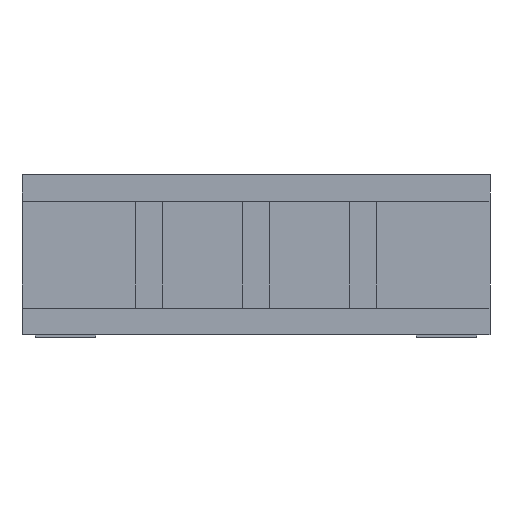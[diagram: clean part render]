
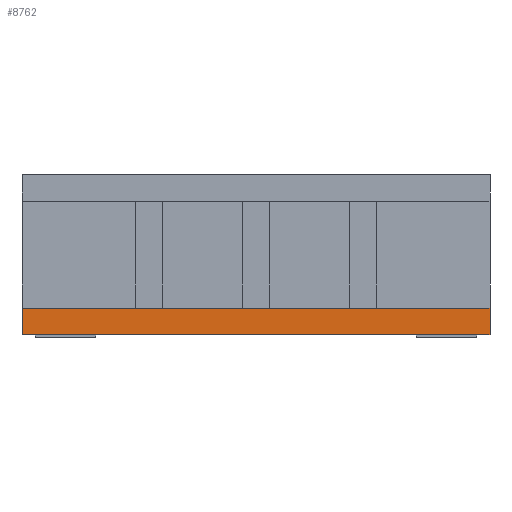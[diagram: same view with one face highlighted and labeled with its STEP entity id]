
A CAD part, front view. The second image highlights one B-rep face of the part: STEP entity #8762.
In plain terms, the highlighted planar face has unit normal (0, -1, 0).
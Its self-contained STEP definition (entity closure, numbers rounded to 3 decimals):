
#1109 = DIRECTION ( 'NONE',  ( 0., 1., 0. ) ) ;
#1394 = CARTESIAN_POINT ( 'NONE',  ( 1.75, -1.75, -0.2 ) ) ;
#1670 = VERTEX_POINT ( 'NONE', #12961 ) ;
#1672 = LINE ( 'NONE', #2266, #9686 ) ;
#2029 = VECTOR ( 'NONE', #8784, 1000. ) ;
#2266 = CARTESIAN_POINT ( 'NONE',  ( 1.75, -1.75, -0.2 ) ) ;
#2651 = DIRECTION ( 'NONE',  ( 0., 0., 1. ) ) ;
#2755 = DIRECTION ( 'NONE',  ( 0., 0., 1. ) ) ;
#2923 = EDGE_CURVE ( 'NONE', #1670, #11938, #4530, .T. ) ;
#3679 = EDGE_LOOP ( 'NONE', ( #14410, #7248, #8877, #13868 ) ) ;
#4009 = DIRECTION ( 'NONE',  ( -1., 0., 0. ) ) ;
#4164 = EDGE_CURVE ( 'NONE', #7695, #1670, #1672, .T. ) ;
#4530 = LINE ( 'NONE', #10215, #14076 ) ;
#5298 = PLANE ( 'NONE',  #9521 ) ;
#5859 = LINE ( 'NONE', #11805, #7653 ) ;
#7248 = ORIENTED_EDGE ( 'NONE', *, *, #2923, .F. ) ;
#7653 = VECTOR ( 'NONE', #2651, 1000. ) ;
#7695 = VERTEX_POINT ( 'NONE', #18692 ) ;
#8762 = ADVANCED_FACE ( 'NONE', ( #18671 ), #5298, .F. ) ;
#8784 = DIRECTION ( 'NONE',  ( -1., 0., 0. ) ) ;
#8823 = EDGE_CURVE ( 'NONE', #7695, #13359, #5859, .T. ) ;
#8877 = ORIENTED_EDGE ( 'NONE', *, *, #4164, .F. ) ;
#9080 = EDGE_CURVE ( 'NONE', #13359, #11938, #16084, .T. ) ;
#9521 = AXIS2_PLACEMENT_3D ( 'NONE', #1394, #1109, #2755 ) ;
#9686 = VECTOR ( 'NONE', #4009, 1000. ) ;
#10215 = CARTESIAN_POINT ( 'NONE',  ( -1.75, -1.75, -0.2 ) ) ;
#11805 = CARTESIAN_POINT ( 'NONE',  ( 1.75, -1.75, -0.2 ) ) ;
#11938 = VERTEX_POINT ( 'NONE', #15937 ) ;
#12961 = CARTESIAN_POINT ( 'NONE',  ( -1.75, -1.75, -0.2 ) ) ;
#13189 = CARTESIAN_POINT ( 'NONE',  ( 1.75, -1.75, 0. ) ) ;
#13199 = DIRECTION ( 'NONE',  ( 0., 0., 1. ) ) ;
#13359 = VERTEX_POINT ( 'NONE', #13189 ) ;
#13868 = ORIENTED_EDGE ( 'NONE', *, *, #8823, .T. ) ;
#14076 = VECTOR ( 'NONE', #13199, 1000. ) ;
#14410 = ORIENTED_EDGE ( 'NONE', *, *, #9080, .T. ) ;
#14515 = CARTESIAN_POINT ( 'NONE',  ( 1.75, -1.75, 0. ) ) ;
#15937 = CARTESIAN_POINT ( 'NONE',  ( -1.75, -1.75, 0. ) ) ;
#16084 = LINE ( 'NONE', #14515, #2029 ) ;
#18671 = FACE_OUTER_BOUND ( 'NONE', #3679, .T. ) ;
#18692 = CARTESIAN_POINT ( 'NONE',  ( 1.75, -1.75, -0.2 ) ) ;
